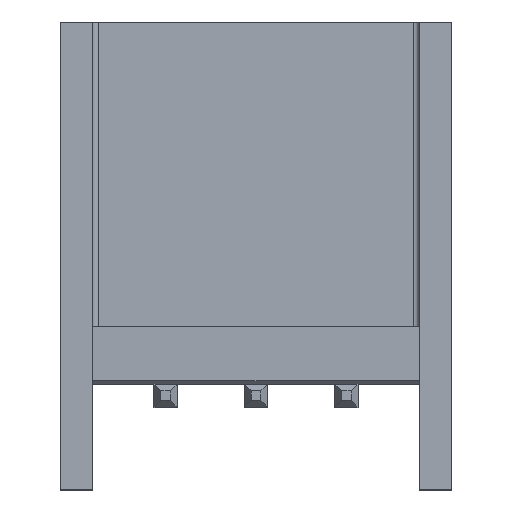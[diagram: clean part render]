
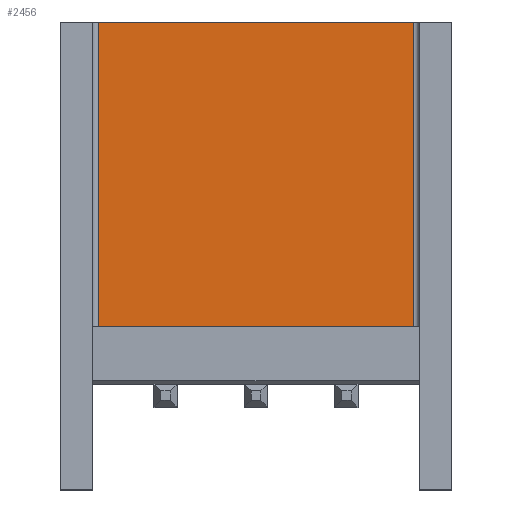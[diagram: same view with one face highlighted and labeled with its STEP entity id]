
A CAD part, top view. The second image highlights one B-rep face of the part: STEP entity #2456.
In plain terms, the highlighted planar face has unit normal (0, 0, 1).
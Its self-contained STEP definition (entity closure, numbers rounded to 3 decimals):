
#54=DIRECTION('',(-1.,0.,0.));
#55=VECTOR('',#54,8.87);
#56=CARTESIAN_POINT('',(4.435,5.45,2.825));
#57=LINE('',#56,#55);
#747=DIRECTION('',(-1.,0.,0.));
#748=VECTOR('',#747,8.87);
#749=CARTESIAN_POINT('',(4.435,-3.1,2.825));
#750=LINE('',#749,#748);
#751=DIRECTION('',(0.,-1.,0.));
#752=VECTOR('',#751,8.55);
#753=CARTESIAN_POINT('',(4.435,5.45,2.825));
#754=LINE('',#753,#752);
#755=DIRECTION('',(0.,-1.,0.));
#756=VECTOR('',#755,8.55);
#757=CARTESIAN_POINT('',(-4.435,5.45,2.825));
#758=LINE('',#757,#756);
#1083=CARTESIAN_POINT('',(4.435,5.45,2.825));
#1084=CARTESIAN_POINT('',(-4.435,5.45,2.825));
#1085=VERTEX_POINT('',#1083);
#1086=VERTEX_POINT('',#1084);
#1247=CARTESIAN_POINT('',(4.435,-3.1,2.825));
#1248=CARTESIAN_POINT('',(-4.435,-3.1,2.825));
#1249=VERTEX_POINT('',#1247);
#1250=VERTEX_POINT('',#1248);
#2443=CARTESIAN_POINT('',(4.435,5.45,2.825));
#2444=DIRECTION('',(0.,0.,-1.));
#2445=DIRECTION('',(-1.,0.,0.));
#2446=AXIS2_PLACEMENT_3D('',#2443,#2444,#2445);
#2447=PLANE('',#2446);
#2448=ORIENTED_EDGE('',*,*,#2431,.T.);
#2450=ORIENTED_EDGE('',*,*,#2449,.F.);
#2451=ORIENTED_EDGE('',*,*,#1489,.F.);
#2453=ORIENTED_EDGE('',*,*,#2452,.T.);
#2454=EDGE_LOOP('',(#2448,#2450,#2451,#2453));
#2455=FACE_OUTER_BOUND('',#2454,.F.);
#2456=ADVANCED_FACE('',(#2455),#2447,.F.);
#1489=EDGE_CURVE('',#1085,#1086,#57,.T.);
#2431=EDGE_CURVE('',#1249,#1250,#750,.T.);
#2449=EDGE_CURVE('',#1086,#1250,#758,.T.);
#2452=EDGE_CURVE('',#1085,#1249,#754,.T.);
